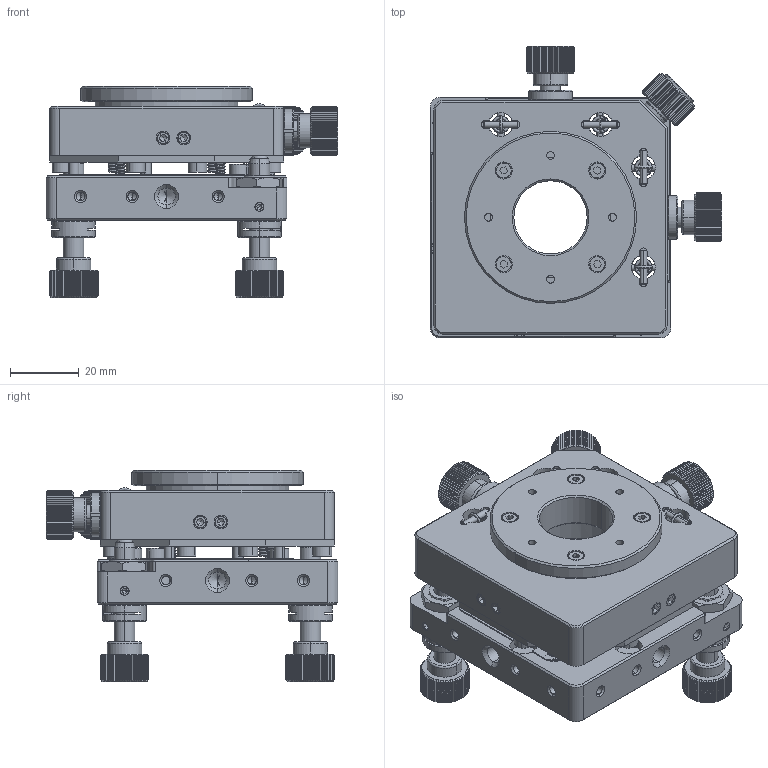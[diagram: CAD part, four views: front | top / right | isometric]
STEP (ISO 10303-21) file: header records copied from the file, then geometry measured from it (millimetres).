
FILE_DESCRIPTION (( 'STEP AP203' ), '1' );
FILE_NAME ('LBEAB-M22.STEP', '2025-09-03T06:00:00', ( '' ), ( '' ), 'SwSTEP 2.0', 'SolidWorks 2024', '' );
FILE_SCHEMA (( 'CONFIG_CONTROL_DESIGN' ));
Products named in the file (1): LBEAB-M22
Bounding box: 84.8 x 84.8 x 61.4 mm (x, y, z)
Volume: 115570.8 mm3; surface area: 69547.8 mm2
Topology: 64 solids, 64 shells, 2796 faces, 7194 edges, 4579 vertices
Faces by surface type: plane 1431, cylinder 778, cone 365, bspline 123, torus 93, sphere 6
Entity records: 108816 total; most frequent: CARTESIAN_POINT 42807, ORIENTED_EDGE 14206, DIRECTION 13019, EDGE_CURVE 7103, AXIS2_PLACEMENT_3D 4840, VERTEX_POINT 4570, LINE 3339, VECTOR 3339
